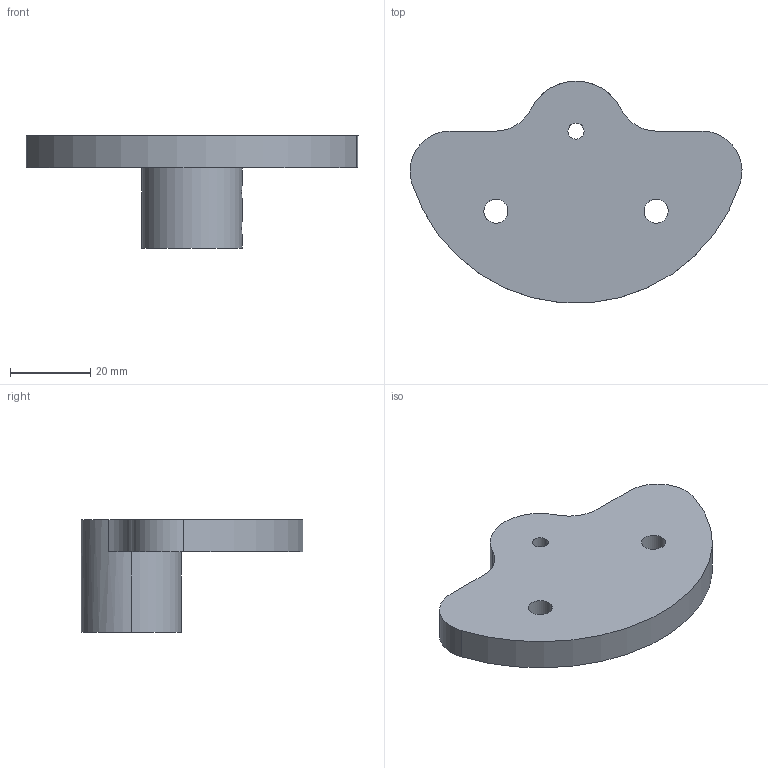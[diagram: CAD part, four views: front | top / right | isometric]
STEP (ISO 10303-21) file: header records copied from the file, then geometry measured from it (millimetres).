
FILE_DESCRIPTION(('CATIA V5 STEP Exchange'),'2;1');
FILE_NAME('plaque porte tete.stp','2016-12-09T14:29:24+00:00',('none'),('none'),'CATIA Version 5 Release 21 GA (IN-10)','CATIA V5 STEP AP203','none');
FILE_SCHEMA(('CONFIG_CONTROL_DESIGN'));
Length unit declared in the file: millimetre
Products named in the file (1): plaque porte tete
Bounding box: 82.89 x 55.35 x 28 mm (x, y, z)
Volume: 32381.3 mm3; surface area: 10537 mm2
Topology: 1 solids, 1 shells, 25 faces, 84 edges, 58 vertices
Faces by surface type: cylinder 19, plane 6
Entity records: 1026 total; most frequent: CARTESIAN_POINT 267, ORIENTED_EDGE 168, DIRECTION 114, EDGE_CURVE 84, AXIS2_PLACEMENT_3D 61, VERTEX_POINT 58, CIRCLE 36, EDGE_LOOP 32
